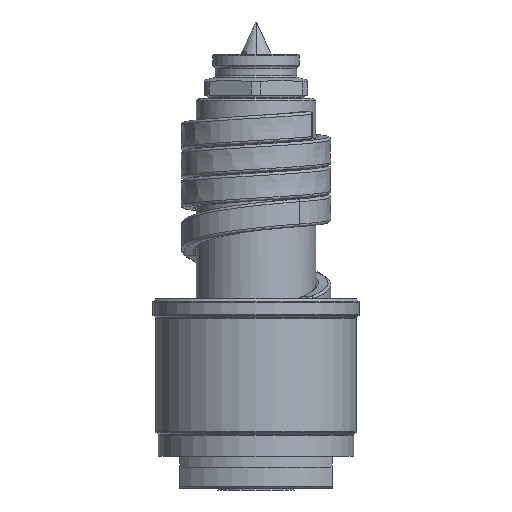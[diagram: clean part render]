
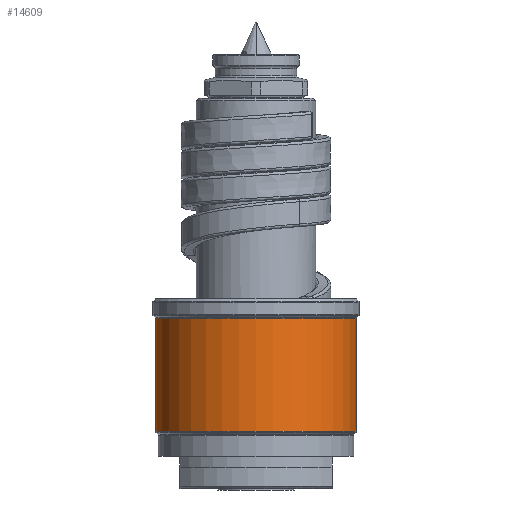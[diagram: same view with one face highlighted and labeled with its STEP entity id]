
A CAD part, front view. The second image highlights one B-rep face of the part: STEP entity #14609.
In plain terms, the highlighted cylindrical face has radius 18.5 mm (diameter 37 mm), a partial arc.
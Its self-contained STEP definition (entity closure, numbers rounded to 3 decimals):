
#5478=CARTESIAN_POINT('',(0.,0.,10.583));
#5479=DIRECTION('',(0.,0.,1.));
#5480=DIRECTION('',(-1.,0.,0.));
#5481=AXIS2_PLACEMENT_3D('',#5478,#5479,#5480);
#5483=DIRECTION('',(0.,0.,-1.));
#5484=VECTOR('',#5483,20.834);
#5485=CARTESIAN_POINT('',(-18.5,0.,31.417));
#5486=LINE('',#5485,#5484);
#5487=CARTESIAN_POINT('',(0.,0.,31.417));
#5488=DIRECTION('',(0.,0.,1.));
#5489=DIRECTION('',(-1.,0.,0.));
#5490=AXIS2_PLACEMENT_3D('',#5487,#5488,#5489);
#5492=DIRECTION('',(0.,0.,-1.));
#5493=VECTOR('',#5492,20.834);
#5494=CARTESIAN_POINT('',(18.5,0.,31.417));
#5495=LINE('',#5494,#5493);
#6154=CARTESIAN_POINT('',(18.5,0.,31.417));
#6155=CARTESIAN_POINT('',(-18.5,0.,31.417));
#6156=VERTEX_POINT('',#6154);
#6157=VERTEX_POINT('',#6155);
#6180=CARTESIAN_POINT('',(18.5,0.,10.583));
#6181=VERTEX_POINT('',#6180);
#6182=CARTESIAN_POINT('',(-18.5,0.,10.583));
#6183=VERTEX_POINT('',#6182);
#14597=CARTESIAN_POINT('',(0.,0.,8.75));
#14598=DIRECTION('',(0.,0.,1.));
#14599=DIRECTION('',(-1.,0.,0.));
#14600=AXIS2_PLACEMENT_3D('',#14597,#14598,#14599);
#14601=CYLINDRICAL_SURFACE('',#14600,18.5);
#14602=ORIENTED_EDGE('',*,*,#13128,.F.);
#14603=ORIENTED_EDGE('',*,*,#13109,.F.);
#14605=ORIENTED_EDGE('',*,*,#14604,.T.);
#14606=ORIENTED_EDGE('',*,*,#13105,.T.);
#14607=EDGE_LOOP('',(#14602,#14603,#14605,#14606));
#14608=FACE_OUTER_BOUND('',#14607,.F.);
#5482=CIRCLE('',#5481,18.5);
#5491=CIRCLE('',#5490,18.5);
#13105=EDGE_CURVE('',#6156,#6181,#5495,.T.);
#13109=EDGE_CURVE('',#6157,#6183,#5486,.T.);
#13128=EDGE_CURVE('',#6183,#6181,#5482,.T.);
#14604=EDGE_CURVE('',#6157,#6156,#5491,.T.);
#14609=ADVANCED_FACE('',(#14608),#14601,.T.);
